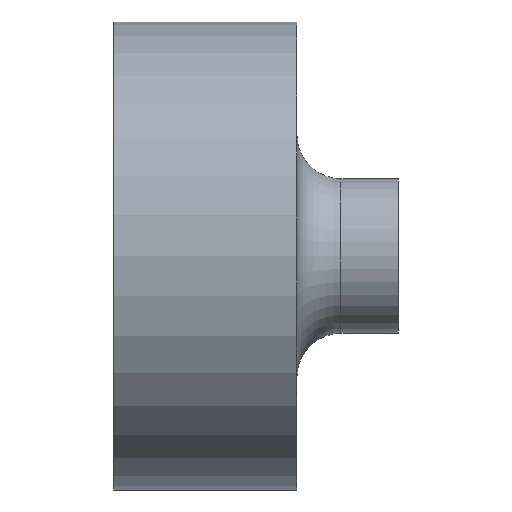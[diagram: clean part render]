
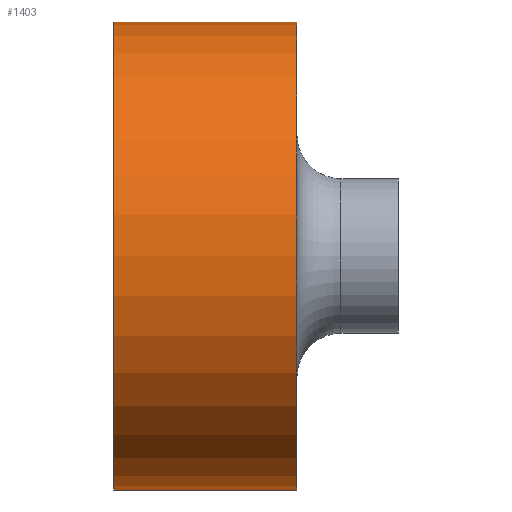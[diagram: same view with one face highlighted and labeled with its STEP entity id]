
A CAD part, top view. The second image highlights one B-rep face of the part: STEP entity #1403.
In plain terms, the highlighted cylindrical face has radius 10.6 mm (diameter 21.2 mm), a full revolution.
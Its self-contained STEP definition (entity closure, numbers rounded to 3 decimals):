
#63=CYLINDRICAL_SURFACE('',#1541,10.6);
#172=LINE('',#2340,#296);
#296=VECTOR('',#1873,10.6);
#394=FACE_OUTER_BOUND('',#480,.T.);
#480=EDGE_LOOP('',(#1124,#1125,#1126,#1127,#1128));
#536=CIRCLE('',#1463,10.6);
#537=CIRCLE('',#1464,10.6);
#584=CIRCLE('',#1542,10.6);
#610=VERTEX_POINT('',#2061);
#611=VERTEX_POINT('',#2062);
#718=VERTEX_POINT('',#2338);
#743=EDGE_CURVE('',#610,#611,#536,.T.);
#744=EDGE_CURVE('',#611,#610,#537,.T.);
#881=EDGE_CURVE('',#718,#718,#584,.T.);
#882=EDGE_CURVE('',#718,#611,#172,.T.);
#1124=ORIENTED_EDGE('',*,*,#881,.T.);
#1125=ORIENTED_EDGE('',*,*,#882,.T.);
#1126=ORIENTED_EDGE('',*,*,#744,.T.);
#1127=ORIENTED_EDGE('',*,*,#743,.T.);
#1128=ORIENTED_EDGE('',*,*,#882,.F.);
#1403=ADVANCED_FACE('',(#394),#63,.T.);
#1463=AXIS2_PLACEMENT_3D('',#2063,#1623,#1624);
#1464=AXIS2_PLACEMENT_3D('',#2064,#1625,#1626);
#1541=AXIS2_PLACEMENT_3D('',#2337,#1869,#1870);
#1542=AXIS2_PLACEMENT_3D('',#2339,#1871,#1872);
#1623=DIRECTION('center_axis',(1.,0.,0.));
#1624=DIRECTION('ref_axis',(0.,0.,1.));
#1625=DIRECTION('center_axis',(1.,0.,0.));
#1626=DIRECTION('ref_axis',(0.,0.,1.));
#1869=DIRECTION('center_axis',(1.,0.,0.));
#1870=DIRECTION('ref_axis',(0.,0.,1.));
#1871=DIRECTION('center_axis',(-1.,0.,0.));
#1872=DIRECTION('ref_axis',(0.,0.,1.));
#1873=DIRECTION('',(-1.,0.,0.));
#2061=CARTESIAN_POINT('',(8.45,0.,10.6));
#2062=CARTESIAN_POINT('',(8.45,0.,-10.6));
#2063=CARTESIAN_POINT('Origin',(8.45,0.,0.));
#2064=CARTESIAN_POINT('Origin',(8.45,0.,0.));
#2337=CARTESIAN_POINT('Origin',(8.05,0.,0.));
#2338=CARTESIAN_POINT('',(16.75,0.,-10.6));
#2339=CARTESIAN_POINT('Origin',(16.75,0.,0.));
#2340=CARTESIAN_POINT('',(8.05,0.,-10.6));
